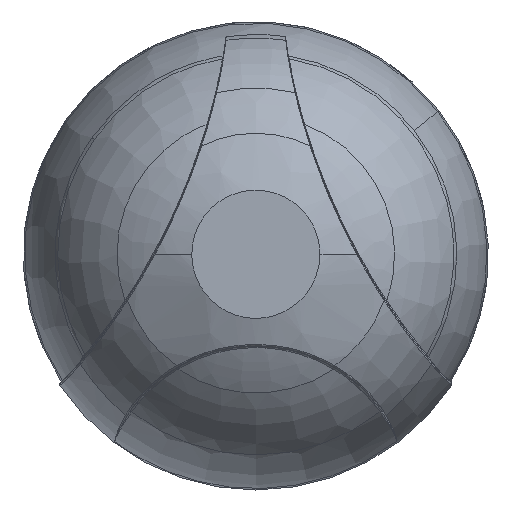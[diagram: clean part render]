
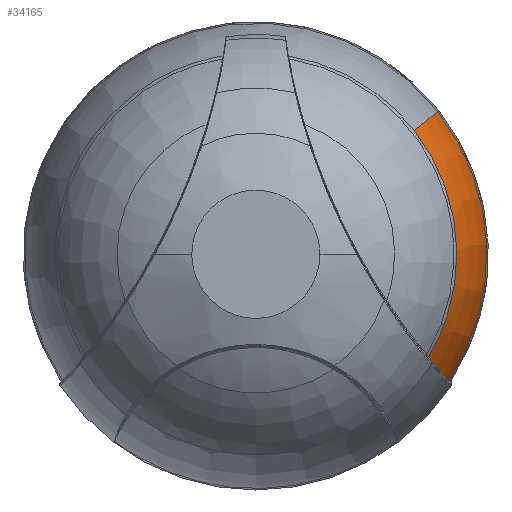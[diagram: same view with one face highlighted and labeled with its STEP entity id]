
A CAD part, left-side view. The second image highlights one B-rep face of the part: STEP entity #34165.
In plain terms, the highlighted toroidal (fillet/blend) face has major radius 21.987 mm and minor radius 94.527 mm.
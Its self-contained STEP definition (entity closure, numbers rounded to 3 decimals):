
#426 = CARTESIAN_POINT ( 'NONE',  ( -55.603, 43.178, -29.286 ) ) ;
#612 = EDGE_CURVE ( 'NONE', #18187, #8535, #9462, .T. ) ;
#634 = B_SPLINE_CURVE_WITH_KNOTS ( 'NONE', 3,
 ( #4616, #35135, #18617, #2078, #35606, #5325, #33088, #16440, #22130, #20019, #19214, #16079, #8216, #27281, #18963, #2425, #5211, #24594, #22712, #27977 ),
 .UNSPECIFIED., .F., .F.,
 ( 4, 2, 2, 2, 2, 2, 2, 2, 2, 4 ),
 ( 0., 0., 0., 0., 0., 0.001, 0.001, 0.002, 0.005, 0.01 ),
 .UNSPECIFIED. ) ;
#772 = ORIENTED_EDGE ( 'NONE', *, *, #34964, .F. ) ;
#790 = FACE_OUTER_BOUND ( 'NONE', #33246, .T. ) ;
#1631 = EDGE_CURVE ( 'NONE', #8535, #34020, #634, .T. ) ;
#1839 = EDGE_CURVE ( 'NONE', #11192, #18187, #10802, .T. ) ;
#2040 = CARTESIAN_POINT ( 'NONE',  ( -60.41, 9.909, -39.447 ) ) ;
#2078 = CARTESIAN_POINT ( 'NONE',  ( -53.993, 43.154, -32.027 ) ) ;
#2402 = CARTESIAN_POINT ( 'NONE',  ( 0., 1.316, 0. ) ) ;
#2425 = CARTESIAN_POINT ( 'NONE',  ( -54.733, 40.366, -33.364 ) ) ;
#2623 = AXIS2_PLACEMENT_3D ( 'NONE', #2402, #19182, #30391 ) ;
#2867 = CARTESIAN_POINT ( 'NONE',  ( -54.005, 43.178, -31.984 ) ) ;
#3768 = CARTESIAN_POINT ( 'NONE',  ( -53.095, 43.178, 33.62 ) ) ;
#4616 = CARTESIAN_POINT ( 'NONE',  ( -54.005, 43.178, -31.984 ) ) ;
#5211 = CARTESIAN_POINT ( 'NONE',  ( -54.947, 39.636, -33.643 ) ) ;
#5300 = CARTESIAN_POINT ( 'NONE',  ( -56.386, 34.427, -35.35 ) ) ;
#5325 = CARTESIAN_POINT ( 'NONE',  ( -53.992, 43.118, -32.063 ) ) ;
#5907 = ORIENTED_EDGE ( 'NONE', *, *, #1631, .T. ) ;
#7697 = CARTESIAN_POINT ( 'NONE',  ( -59.612, 18.283, -38.75 ) ) ;
#8216 = CARTESIAN_POINT ( 'NONE',  ( -54.169, 42.342, -32.505 ) ) ;
#8535 = VERTEX_POINT ( 'NONE', #2867 ) ;
#9462 = B_SPLINE_CURVE_WITH_KNOTS ( 'NONE', 3,
 ( #14497, #31269, #3768, #31515, #23110, #14870, #12659, #32118, #27017, #27622, #11130, #19775, #31084, #16971, #17090, #28179, #426, #17337 ),
 .UNSPECIFIED., .F., .F.,
 ( 4, 2, 2, 2, 2, 2, 2, 2, 4 ),
 ( 0., 0.125, 0.25, 0.375, 0.5, 0.625, 0.75, 0.875, 1. ),
 .UNSPECIFIED. ) ;
#10277 = CIRCLE ( 'NONE', #24199, 72.149 ) ;
#10337 = DIRECTION ( 'NONE',  ( 0., -1., 0. ) ) ;
#10521 = VERTEX_POINT ( 'NONE', #18792 ) ;
#10802 = CIRCLE ( 'NONE', #32159, 94.527 ) ;
#11130 = CARTESIAN_POINT ( 'NONE',  ( -62.805, 43.178, -2.205 ) ) ;
#11192 = VERTEX_POINT ( 'NONE', #31794 ) ;
#12659 = CARTESIAN_POINT ( 'NONE',  ( -60.655, 43.178, 16.44 ) ) ;
#13246 = ORIENTED_EDGE ( 'NONE', *, *, #16195, .T. ) ;
#14497 = CARTESIAN_POINT ( 'NONE',  ( -49.413, 43.178, 38.702 ) ) ;
#14870 = CARTESIAN_POINT ( 'NONE',  ( -59.757, 43.178, 19.454 ) ) ;
#15469 = CARTESIAN_POINT ( 'NONE',  ( -49.413, 43.178, 38.702 ) ) ;
#16079 = CARTESIAN_POINT ( 'NONE',  ( -54.121, 42.519, -32.419 ) ) ;
#16167 = CARTESIAN_POINT ( 'NONE',  ( -56.386, 34.427, -35.35 ) ) ;
#16195 = EDGE_CURVE ( 'NONE', #34020, #10521, #35859, .T. ) ;
#16440 = CARTESIAN_POINT ( 'NONE',  ( -54.002, 43.037, -32.125 ) ) ;
#16971 = CARTESIAN_POINT ( 'NONE',  ( -60.312, 43.178, -17.659 ) ) ;
#17090 = CARTESIAN_POINT ( 'NONE',  ( -59.353, 43.178, -20.654 ) ) ;
#17337 = CARTESIAN_POINT ( 'NONE',  ( -54.005, 43.178, -31.984 ) ) ;
#18187 = VERTEX_POINT ( 'NONE', #15469 ) ;
#18617 = CARTESIAN_POINT ( 'NONE',  ( -53.996, 43.169, -32.007 ) ) ;
#18792 = CARTESIAN_POINT ( 'NONE',  ( -60.41, 9.909, -39.447 ) ) ;
#18963 = CARTESIAN_POINT ( 'NONE',  ( -54.419, 41.45, -32.912 ) ) ;
#19182 = DIRECTION ( 'NONE',  ( 0., 1., 0. ) ) ;
#19214 = CARTESIAN_POINT ( 'NONE',  ( -54.056, 42.781, -32.279 ) ) ;
#19775 = CARTESIAN_POINT ( 'NONE',  ( -62.272, 43.178, -8.455 ) ) ;
#20019 = CARTESIAN_POINT ( 'NONE',  ( -54.035, 42.868, -32.231 ) ) ;
#21225 = DIRECTION ( 'NONE',  ( -0.787, 0., 0.617 ) ) ;
#22012 = TOROIDAL_SURFACE ( 'NONE', #2623, -21.987, 94.527 ) ;
#22130 = CARTESIAN_POINT ( 'NONE',  ( -54.009, 42.995, -32.152 ) ) ;
#22712 = CARTESIAN_POINT ( 'NONE',  ( -55.993, 35.937, -34.914 ) ) ;
#23110 = CARTESIAN_POINT ( 'NONE',  ( -57.52, 43.178, 25.314 ) ) ;
#24192 = CARTESIAN_POINT ( 'NONE',  ( -60.106, 14.13, -39.209 ) ) ;
#24199 = AXIS2_PLACEMENT_3D ( 'NONE', #31976, #10337, #29789 ) ;
#24594 = CARTESIAN_POINT ( 'NONE',  ( -55.58, 37.429, -34.439 ) ) ;
#25792 = ORIENTED_EDGE ( 'NONE', *, *, #612, .T. ) ;
#27017 = CARTESIAN_POINT ( 'NONE',  ( -62.43, 43.178, 7.198 ) ) ;
#27122 = CARTESIAN_POINT ( 'NONE',  ( -57.415, 30.476, -36.491 ) ) ;
#27281 = CARTESIAN_POINT ( 'NONE',  ( -54.316, 41.809, -32.756 ) ) ;
#27622 = CARTESIAN_POINT ( 'NONE',  ( -62.837, 43.178, 0.939 ) ) ;
#27705 = ORIENTED_EDGE ( 'NONE', *, *, #1839, .T. ) ;
#27977 = CARTESIAN_POINT ( 'NONE',  ( -56.386, 34.427, -35.35 ) ) ;
#28179 = CARTESIAN_POINT ( 'NONE',  ( -56.998, 43.178, -26.467 ) ) ;
#29046 = CARTESIAN_POINT ( 'NONE',  ( 17.31, 1.316, -13.558 ) ) ;
#29789 = DIRECTION ( 'NONE',  ( 0., 0., 1. ) ) ;
#30391 = DIRECTION ( 'NONE',  ( 0.787, 0., -0.617 ) ) ;
#31084 = CARTESIAN_POINT ( 'NONE',  ( -61.771, 43.178, -11.559 ) ) ;
#31269 = CARTESIAN_POINT ( 'NONE',  ( -51.346, 43.178, 36.234 ) ) ;
#31515 = CARTESIAN_POINT ( 'NONE',  ( -56.181, 43.178, 28.16 ) ) ;
#31794 = CARTESIAN_POINT ( 'NONE',  ( -56.8, 9.909, 44.488 ) ) ;
#31976 = CARTESIAN_POINT ( 'NONE',  ( 0., 9.909, 0. ) ) ;
#32062 = DIRECTION ( 'NONE',  ( -0.617, 0., -0.787 ) ) ;
#32118 = CARTESIAN_POINT ( 'NONE',  ( -61.992, 43.178, 10.312 ) ) ;
#32159 = AXIS2_PLACEMENT_3D ( 'NONE', #29046, #32062, #21225 ) ;
#33088 = CARTESIAN_POINT ( 'NONE',  ( -53.994, 43.098, -32.079 ) ) ;
#33246 = EDGE_LOOP ( 'NONE', ( #772, #27705, #25792, #5907, #13246 ) ) ;
#34020 = VERTEX_POINT ( 'NONE', #5300 ) ;
#34165 = ADVANCED_FACE ( 'NONE', ( #790 ), #22012, .T. ) ;
#34964 = EDGE_CURVE ( 'NONE', #11192, #10521, #10277, .T. ) ;
#35135 = CARTESIAN_POINT ( 'NONE',  ( -53.999, 43.176, -31.996 ) ) ;
#35606 = CARTESIAN_POINT ( 'NONE',  ( -53.992, 43.145, -32.037 ) ) ;
#35689 = CARTESIAN_POINT ( 'NONE',  ( -58.267, 26.456, -37.391 ) ) ;
#35859 = B_SPLINE_CURVE_WITH_KNOTS ( 'NONE', 3,
 ( #16167, #27122, #35689, #7697, #24192, #2040 ),
 .UNSPECIFIED., .F., .F.,
 ( 4, 2, 4 ),
 ( 0., 0.013, 0.025 ),
 .UNSPECIFIED. ) ;
